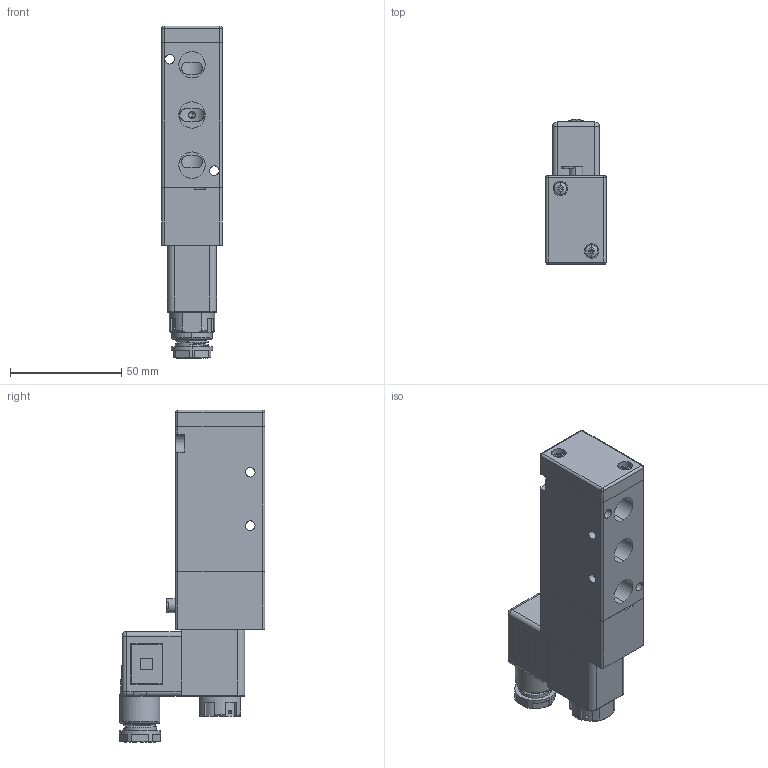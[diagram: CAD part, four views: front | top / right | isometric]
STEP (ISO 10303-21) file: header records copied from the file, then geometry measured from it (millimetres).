
FILE_DESCRIPTION (( 'STEP AP203' ), '1' );
FILE_NAME ('J4V310-08-ATEX.step', '2016-11-04T16:38:25', ( '' ), ( '' ), 'SwSTEP 2.0', 'SolidWorks 2016', '' );
FILE_SCHEMA (( 'CONFIG_CONTROL_DESIGN' ));
Length unit declared in the file: millimetre
Products named in the file (1): J4V310-08-ATEX
Bounding box: 27 x 65.25 x 148.9 mm (x, y, z)
Volume: 121685.2 mm3; surface area: 43400 mm2
Topology: 12 solids, 12 shells, 1109 faces, 2816 edges, 1761 vertices
Faces by surface type: plane 553, cylinder 281, cone 233, bspline 30, torus 6, sphere 6
Entity records: 58343 total; most frequent: CARTESIAN_POINT 31438, DIRECTION 5600, ORIENTED_EDGE 5588, EDGE_CURVE 2794, AXIS2_PLACEMENT_3D 1899, VECTOR 1802, LINE 1802, VERTEX_POINT 1761
